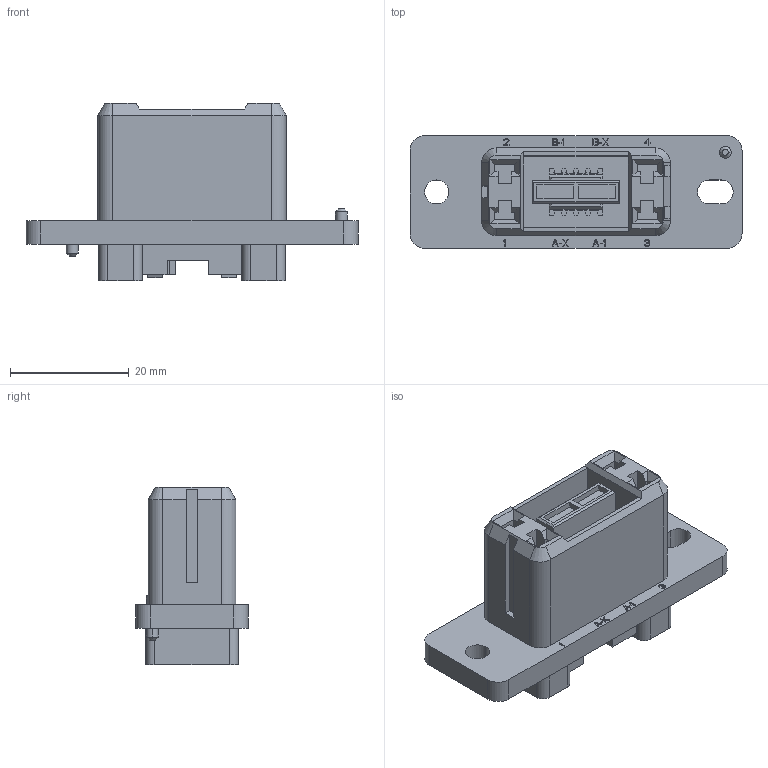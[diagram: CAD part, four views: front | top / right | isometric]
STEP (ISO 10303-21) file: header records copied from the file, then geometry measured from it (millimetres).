
FILE_DESCRIPTION((''),'2;1');
FILE_NAME('C-292185-8','2008-08-04T',('workeradm'),('Tyco Electronics Corporation'),'PRO/ENGINEER BY PARAMETRIC TECHNOLOGY CORPORATION, 2005450','PRO/ENGINEER BY PARAMETRIC TECHNOLOGY CORPORATION, 2005450','');
FILE_SCHEMA(('CONFIG_CONTROL_DESIGN', 'GEOMETRIC_VALIDATION_PROPERTIES_MIM'));
Length unit declared in the file: millimetre
Products named in the file (1): C-292185-8
Bounding box: 56 x 19 x 29.95 mm (x, y, z)
Volume: 11931.9 mm3; surface area: 7812.9 mm2
Topology: 1 solids, 1 shells, 671 faces, 1816 edges, 1192 vertices
Faces by surface type: plane 624, cylinder 39, cone 8
Entity records: 20785 total; most frequent: CARTESIAN_POINT 3680, ORIENTED_EDGE 3632, DIRECTION 3244, EDGE_CURVE 1816, VECTOR 1730, LINE 1730, VERTEX_POINT 1192, AXIS2_PLACEMENT_3D 757
